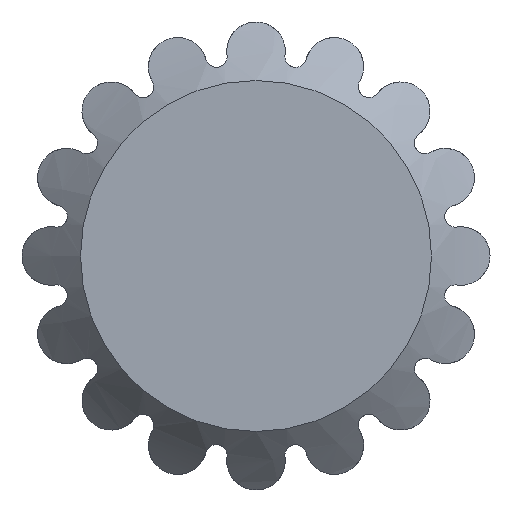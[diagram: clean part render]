
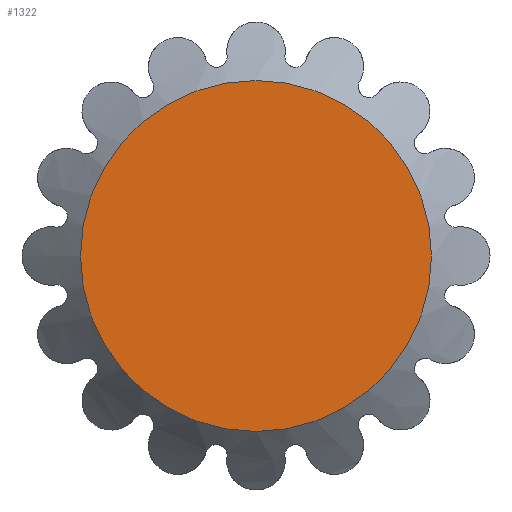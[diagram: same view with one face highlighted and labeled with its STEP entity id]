
A CAD part, front view. The second image highlights one B-rep face of the part: STEP entity #1322.
In plain terms, the highlighted planar face has unit normal (0, -1, 0).
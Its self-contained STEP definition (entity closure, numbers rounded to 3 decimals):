
#75=PLANE('',#1487);
#183=FACE_OUTER_BOUND('',#262,.T.);
#262=EDGE_LOOP('',(#1197));
#484=CIRCLE('',#1472,6.);
#589=VERTEX_POINT('',#2518);
#771=EDGE_CURVE('',#589,#589,#484,.T.);
#1197=ORIENTED_EDGE('',*,*,#771,.T.);
#1322=ADVANCED_FACE('',(#183),#75,.F.);
#1472=AXIS2_PLACEMENT_3D('',#2519,#1814,#1815);
#1487=AXIS2_PLACEMENT_3D('',#2908,#1859,#1860);
#1814=DIRECTION('center_axis',(0.,-1.,0.));
#1815=DIRECTION('ref_axis',(1.,0.,0.));
#1859=DIRECTION('center_axis',(0.,1.,0.));
#1860=DIRECTION('ref_axis',(1.,0.,0.));
#2518=CARTESIAN_POINT('',(-23.518,-89.775,8.015));
#2519=CARTESIAN_POINT('Origin',(-17.518,-89.775,8.015));
#2908=CARTESIAN_POINT('Origin',(-17.518,-89.775,8.015));
